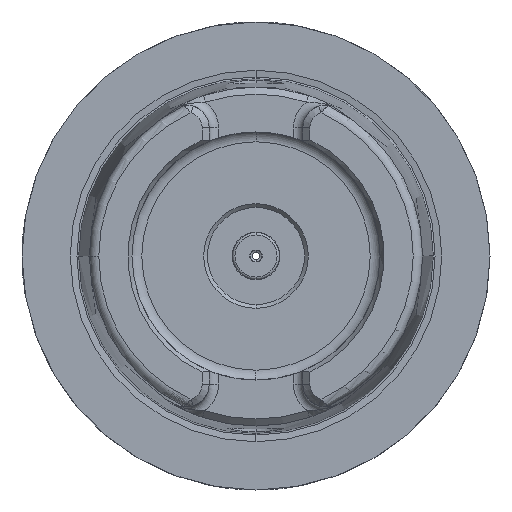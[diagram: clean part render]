
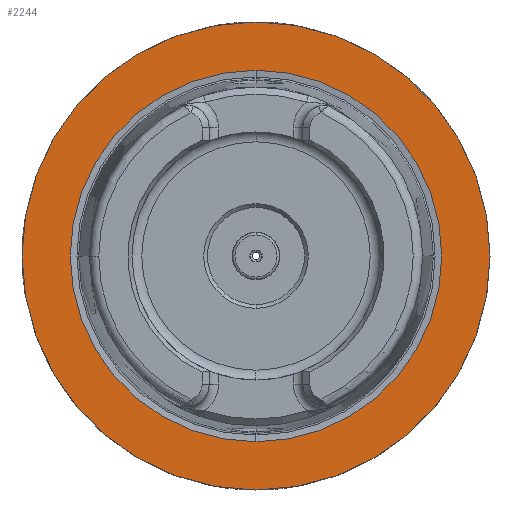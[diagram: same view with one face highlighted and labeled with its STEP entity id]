
A CAD part, left-side view. The second image highlights one B-rep face of the part: STEP entity #2244.
In plain terms, the highlighted planar face has unit normal (-1, 0, 0).
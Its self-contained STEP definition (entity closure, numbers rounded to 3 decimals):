
#214 = AXIS2_PLACEMENT_3D ( 'NONE', #14594, #6970, #17377 ) ;
#468 = EDGE_CURVE ( 'NONE', #12125, #18405, #16800, .T. ) ;
#682 = AXIS2_PLACEMENT_3D ( 'NONE', #16969, #15519, #15972 ) ;
#737 = ORIENTED_EDGE ( 'NONE', *, *, #19298, .T. ) ;
#2244 = ADVANCED_FACE ( 'NONE', ( #13359, #19676 ), #5770, .F. ) ;
#2649 = DIRECTION ( 'NONE',  ( -1., 0., 0. ) ) ;
#4023 = AXIS2_PLACEMENT_3D ( 'NONE', #11992, #2649, #13562 ) ;
#4720 = DIRECTION ( 'NONE',  ( -1., 0., 0. ) ) ;
#5770 = PLANE ( 'NONE',  #682 ) ;
#6078 = DIRECTION ( 'NONE',  ( -1., 0., 0. ) ) ;
#6266 = CARTESIAN_POINT ( 'NONE',  ( 0., 0., 39.682 ) ) ;
#6728 = CIRCLE ( 'NONE', #16524, 50. ) ;
#6970 = DIRECTION ( 'NONE',  ( -1., 0., 0. ) ) ;
#7565 = CIRCLE ( 'NONE', #16042, 39.682 ) ;
#9183 = EDGE_LOOP ( 'NONE', ( #16851, #12233 ) ) ;
#9711 = EDGE_CURVE ( 'NONE', #14514, #17482, #6728, .T. ) ;
#10795 = CARTESIAN_POINT ( 'NONE',  ( 0., 0., -39.682 ) ) ;
#11327 = CIRCLE ( 'NONE', #4023, 50. ) ;
#11992 = CARTESIAN_POINT ( 'NONE',  ( 0., 0., 0. ) ) ;
#12125 = VERTEX_POINT ( 'NONE', #6266 ) ;
#12233 = ORIENTED_EDGE ( 'NONE', *, *, #13262, .F. ) ;
#12777 = ORIENTED_EDGE ( 'NONE', *, *, #9711, .T. ) ;
#13262 = EDGE_CURVE ( 'NONE', #18405, #12125, #7565, .T. ) ;
#13276 = CARTESIAN_POINT ( 'NONE',  ( 0., 0., 50. ) ) ;
#13359 = FACE_OUTER_BOUND ( 'NONE', #13673, .T. ) ;
#13562 = DIRECTION ( 'NONE',  ( 0., 0., 1. ) ) ;
#13673 = EDGE_LOOP ( 'NONE', ( #12777, #737 ) ) ;
#14044 = CARTESIAN_POINT ( 'NONE',  ( 0., 0., 0. ) ) ;
#14514 = VERTEX_POINT ( 'NONE', #13276 ) ;
#14594 = CARTESIAN_POINT ( 'NONE',  ( 0., 0., 0. ) ) ;
#15407 = CARTESIAN_POINT ( 'NONE',  ( 0., 0., 0. ) ) ;
#15519 = DIRECTION ( 'NONE',  ( 1., 0., 0. ) ) ;
#15595 = DIRECTION ( 'NONE',  ( 0., 0., 1. ) ) ;
#15972 = DIRECTION ( 'NONE',  ( 0., 0., -1. ) ) ;
#16042 = AXIS2_PLACEMENT_3D ( 'NONE', #15407, #6078, #16985 ) ;
#16524 = AXIS2_PLACEMENT_3D ( 'NONE', #14044, #4720, #15595 ) ;
#16800 = CIRCLE ( 'NONE', #214, 39.682 ) ;
#16851 = ORIENTED_EDGE ( 'NONE', *, *, #468, .F. ) ;
#16969 = CARTESIAN_POINT ( 'NONE',  ( 0., 0., 0. ) ) ;
#16985 = DIRECTION ( 'NONE',  ( 0., 0., 1. ) ) ;
#17377 = DIRECTION ( 'NONE',  ( 0., 0., 1. ) ) ;
#17482 = VERTEX_POINT ( 'NONE', #18028 ) ;
#18028 = CARTESIAN_POINT ( 'NONE',  ( 0., 0., -50. ) ) ;
#18405 = VERTEX_POINT ( 'NONE', #10795 ) ;
#19298 = EDGE_CURVE ( 'NONE', #17482, #14514, #11327, .T. ) ;
#19676 = FACE_BOUND ( 'NONE', #9183, .T. ) ;
